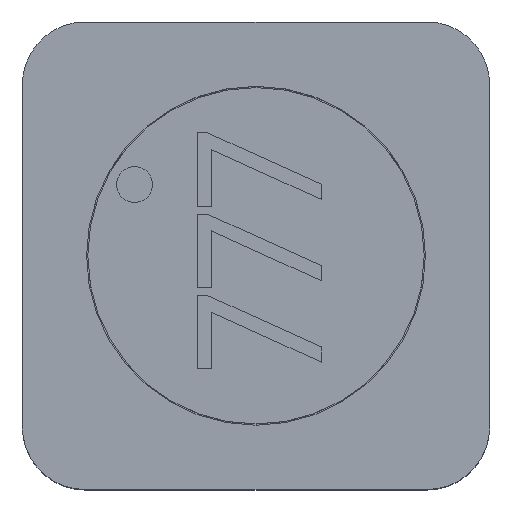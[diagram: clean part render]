
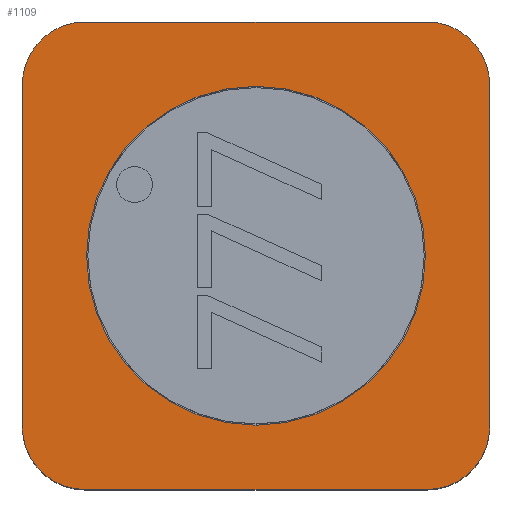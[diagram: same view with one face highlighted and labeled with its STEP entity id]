
A CAD part, top view. The second image highlights one B-rep face of the part: STEP entity #1109.
In plain terms, the highlighted planar face has unit normal (0, 0, 1).
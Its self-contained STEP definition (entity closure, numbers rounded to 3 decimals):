
#24 = VERTEX_POINT('',#25);
#25 = CARTESIAN_POINT('',(2.7,0.,4.6));
#31 = EDGE_CURVE('',#24,#32,#34,.T.);
#32 = VERTEX_POINT('',#33);
#33 = CARTESIAN_POINT('',(-2.7,0.,4.6));
#34 = CIRCLE('',#35,2.7);
#35 = AXIS2_PLACEMENT_3D('',#36,#37,#38);
#36 = CARTESIAN_POINT('',(0.,0.,4.6));
#37 = DIRECTION('',(0.,0.,-1.));
#38 = DIRECTION('',(1.,0.,0.));
#990 = VERTEX_POINT('',#991);
#991 = CARTESIAN_POINT('',(-2.725,-3.725,4.6));
#999 = VERTEX_POINT('',#1000);
#1000 = CARTESIAN_POINT('',(2.725,-3.725,4.6));
#1006 = EDGE_CURVE('',#990,#999,#1007,.T.);
#1007 = LINE('',#1008,#1009);
#1008 = CARTESIAN_POINT('',(-3.725,-3.725,4.6));
#1009 = VECTOR('',#1010,1.);
#1010 = DIRECTION('',(1.,0.,0.));
#1021 = VERTEX_POINT('',#1022);
#1022 = CARTESIAN_POINT('',(-3.725,-2.725,4.6));
#1028 = EDGE_CURVE('',#1029,#1021,#1031,.T.);
#1029 = VERTEX_POINT('',#1030);
#1030 = CARTESIAN_POINT('',(-3.725,2.725,4.6));
#1031 = LINE('',#1032,#1033);
#1032 = CARTESIAN_POINT('',(-3.725,-3.725,4.6));
#1033 = VECTOR('',#1034,1.);
#1034 = DIRECTION('',(0.,-1.,0.));
#1052 = VERTEX_POINT('',#1053);
#1053 = CARTESIAN_POINT('',(-2.725,3.725,4.6));
#1059 = EDGE_CURVE('',#1060,#1052,#1062,.T.);
#1060 = VERTEX_POINT('',#1061);
#1061 = CARTESIAN_POINT('',(2.725,3.725,4.6));
#1062 = LINE('',#1063,#1064);
#1063 = CARTESIAN_POINT('',(-3.725,3.725,4.6));
#1064 = VECTOR('',#1065,1.);
#1065 = DIRECTION('',(-1.,-0.,-0.));
#1083 = VERTEX_POINT('',#1084);
#1084 = CARTESIAN_POINT('',(3.725,2.725,4.6));
#1090 = EDGE_CURVE('',#1091,#1083,#1093,.T.);
#1091 = VERTEX_POINT('',#1092);
#1092 = CARTESIAN_POINT('',(3.725,-2.725,4.6));
#1093 = LINE('',#1094,#1095);
#1094 = CARTESIAN_POINT('',(3.725,-3.725,4.6));
#1095 = VECTOR('',#1096,1.);
#1096 = DIRECTION('',(0.,1.,0.));
#1109 = ADVANCED_FACE('',(#1110,#1144),#1154,.T.);
#1110 = FACE_BOUND('',#1111,.T.);
#1111 = EDGE_LOOP('',(#1112,#1113,#1120,#1121,#1128,#1129,#1136,#1137));
#1112 = ORIENTED_EDGE('',*,*,#1059,.T.);
#1113 = ORIENTED_EDGE('',*,*,#1114,.T.);
#1114 = EDGE_CURVE('',#1052,#1029,#1115,.T.);
#1115 = CIRCLE('',#1116,1.);
#1116 = AXIS2_PLACEMENT_3D('',#1117,#1118,#1119);
#1117 = CARTESIAN_POINT('',(-2.725,2.725,4.6));
#1118 = DIRECTION('',(0.,-0.,1.));
#1119 = DIRECTION('',(-1.,0.,0.));
#1120 = ORIENTED_EDGE('',*,*,#1028,.T.);
#1121 = ORIENTED_EDGE('',*,*,#1122,.T.);
#1122 = EDGE_CURVE('',#1021,#990,#1123,.T.);
#1123 = CIRCLE('',#1124,1.);
#1124 = AXIS2_PLACEMENT_3D('',#1125,#1126,#1127);
#1125 = CARTESIAN_POINT('',(-2.725,-2.725,4.6));
#1126 = DIRECTION('',(0.,-0.,1.));
#1127 = DIRECTION('',(-1.,0.,0.));
#1128 = ORIENTED_EDGE('',*,*,#1006,.T.);
#1129 = ORIENTED_EDGE('',*,*,#1130,.T.);
#1130 = EDGE_CURVE('',#999,#1091,#1131,.T.);
#1131 = CIRCLE('',#1132,1.);
#1132 = AXIS2_PLACEMENT_3D('',#1133,#1134,#1135);
#1133 = CARTESIAN_POINT('',(2.725,-2.725,4.6));
#1134 = DIRECTION('',(0.,-0.,1.));
#1135 = DIRECTION('',(-1.,0.,0.));
#1136 = ORIENTED_EDGE('',*,*,#1090,.T.);
#1137 = ORIENTED_EDGE('',*,*,#1138,.T.);
#1138 = EDGE_CURVE('',#1083,#1060,#1139,.T.);
#1139 = CIRCLE('',#1140,1.);
#1140 = AXIS2_PLACEMENT_3D('',#1141,#1142,#1143);
#1141 = CARTESIAN_POINT('',(2.725,2.725,4.6));
#1142 = DIRECTION('',(0.,-0.,1.));
#1143 = DIRECTION('',(-1.,0.,0.));
#1144 = FACE_BOUND('',#1145,.T.);
#1145 = EDGE_LOOP('',(#1146,#1147));
#1146 = ORIENTED_EDGE('',*,*,#31,.T.);
#1147 = ORIENTED_EDGE('',*,*,#1148,.T.);
#1148 = EDGE_CURVE('',#32,#24,#1149,.T.);
#1149 = CIRCLE('',#1150,2.7);
#1150 = AXIS2_PLACEMENT_3D('',#1151,#1152,#1153);
#1151 = CARTESIAN_POINT('',(0.,0.,4.6));
#1152 = DIRECTION('',(0.,0.,-1.));
#1153 = DIRECTION('',(1.,0.,0.));
#1154 = PLANE('',#1155);
#1155 = AXIS2_PLACEMENT_3D('',#1156,#1157,#1158);
#1156 = CARTESIAN_POINT('',(3.725,-3.725,4.6));
#1157 = DIRECTION('',(0.,0.,1.));
#1158 = DIRECTION('',(1.,0.,0.));
